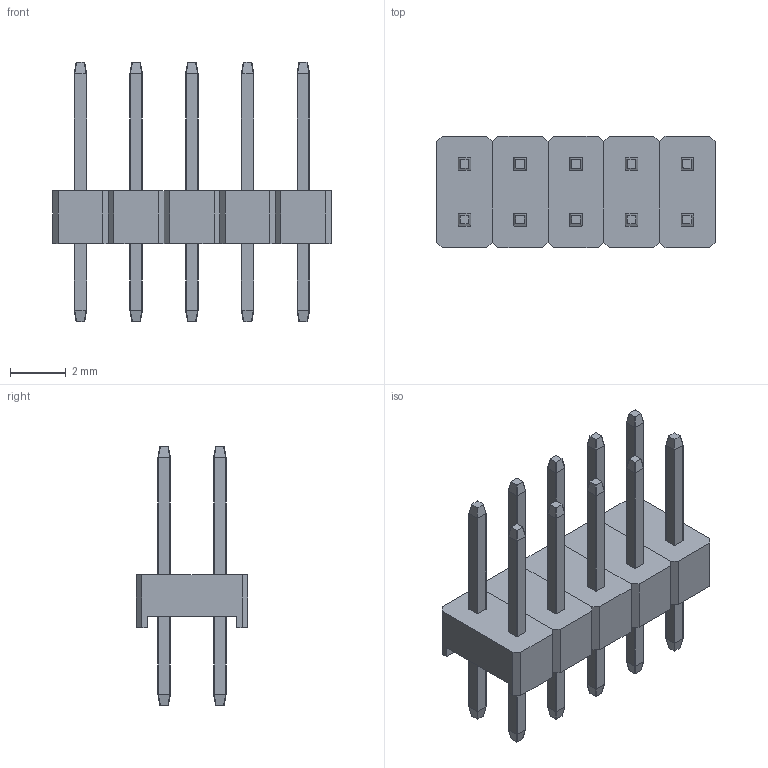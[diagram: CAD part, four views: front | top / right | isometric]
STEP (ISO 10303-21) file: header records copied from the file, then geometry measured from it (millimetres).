
FILE_DESCRIPTION (( 'STEP AP214' ), '1' );
FILE_NAME ('HDR2.00-M-LI-2X5P.step', '2022-07-02T13:23:26', ( '' ), ( '' ), 'SwSTEP 2.0', 'SolidWorks 2020', '' );
FILE_SCHEMA (( 'AUTOMOTIVE_DESIGN' ));
Length unit declared in the file: millimetre
Products named in the file (1): HDR2.00-M-LI-2X5P
Bounding box: 10.01 x 4 x 9.3 mm (x, y, z)
Volume: 77.8 mm3; surface area: 317.7 mm2
Topology: 5 solids, 5 shells, 696 faces, 1923 edges, 1282 vertices
Faces by surface type: plane 424, cylinder 160, bspline 112
Entity records: 28427 total; most frequent: CARTESIAN_POINT 6966, ORIENTED_EDGE 3846, DIRECTION 2625, EDGE_CURVE 1923, VECTOR 1295, LINE 1295, VERTEX_POINT 1282, EDGE_LOOP 741
